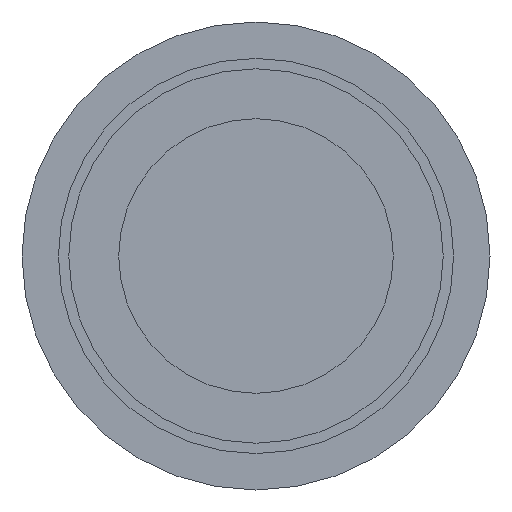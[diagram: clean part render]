
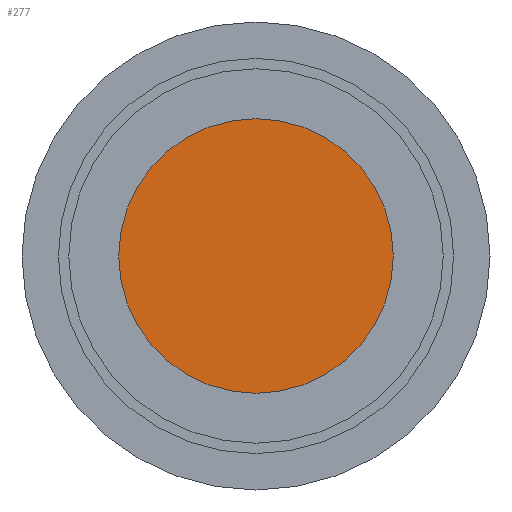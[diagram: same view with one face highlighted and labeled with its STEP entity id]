
A CAD part, left-side view. The second image highlights one B-rep face of the part: STEP entity #277.
In plain terms, the highlighted planar face has unit normal (-1, 0, 0).
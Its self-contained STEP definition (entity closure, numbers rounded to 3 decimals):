
#129=EDGE_CURVE('',#185,#155,#335,.T.);
#155=VERTEX_POINT('',#370);
#185=VERTEX_POINT('',#403);
#277=ADVANCED_FACE('',(#504),#505,.T.);
#289=EDGE_CURVE('',#155,#185,#519,.T.);
#335=CIRCLE('',#559,13.2);
#370=CARTESIAN_POINT('',(3.3,0.,-13.2));
#403=CARTESIAN_POINT('',(3.3,0.,13.2));
#504=FACE_OUTER_BOUND('',#769,.T.);
#505=PLANE('',#770);
#519=CIRCLE('',#789,13.2);
#559=AXIS2_PLACEMENT_3D('',#836,#837,#838);
#769=EDGE_LOOP('',(#1043,#1044));
#770=AXIS2_PLACEMENT_3D('',#1045,#1046,#1047);
#789=AXIS2_PLACEMENT_3D('',#1071,#1072,#1073);
#836=CARTESIAN_POINT('',(3.3,0.,0.0));
#837=DIRECTION('',(-1.0,0.0,0.0));
#838=DIRECTION('',(0.0,0.,1.0));
#1043=ORIENTED_EDGE('',*,*,#129,.T.);
#1044=ORIENTED_EDGE('',*,*,#289,.T.);
#1045=CARTESIAN_POINT('',(3.3,0.,6.6));
#1046=DIRECTION('',(-1.0,0.0,0.0));
#1047=DIRECTION('',(0.0,0.,-1.0));
#1071=CARTESIAN_POINT('',(3.3,0.,0.0));
#1072=DIRECTION('',(-1.0,0.0,0.0));
#1073=DIRECTION('',(0.0,0.,1.0));
